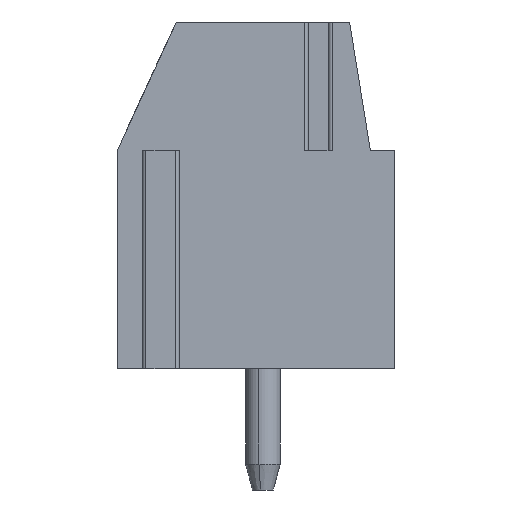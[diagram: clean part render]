
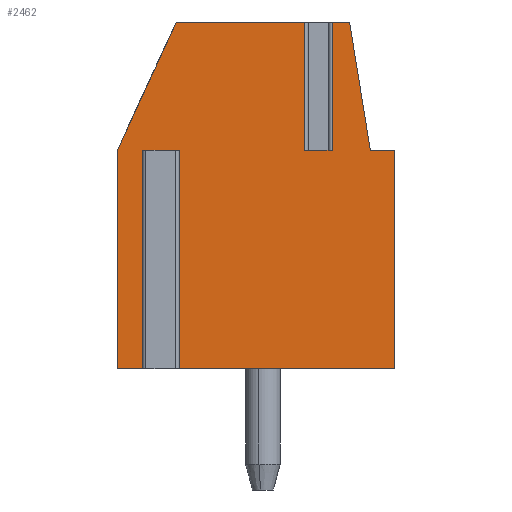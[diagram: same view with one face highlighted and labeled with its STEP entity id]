
A CAD part, left-side view. The second image highlights one B-rep face of the part: STEP entity #2462.
In plain terms, the highlighted planar face has unit normal (-1, 0, 0).
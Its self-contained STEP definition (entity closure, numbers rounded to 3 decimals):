
#2424=AXIS2_PLACEMENT_3D('Plane Axis2P3D',#2421,#2422,#2423) ;
#239=CARTESIAN_POINT('Line Origine',(0.5,1.,11.65)) ;
#243=CARTESIAN_POINT('Vertex',(0.5,1.3,13.5)) ;
#245=CARTESIAN_POINT('Vertex',(0.5,0.7,9.8)) ;
#280=CARTESIAN_POINT('Line Origine',(0.5,0.35,9.8)) ;
#284=CARTESIAN_POINT('Vertex',(0.5,0.,9.8)) ;
#312=CARTESIAN_POINT('Line Origine',(0.5,7.15,11.65)) ;
#316=CARTESIAN_POINT('Vertex',(0.5,6.3,13.5)) ;
#318=CARTESIAN_POINT('Vertex',(0.5,8.,9.8)) ;
#713=CARTESIAN_POINT('Line Origine',(0.5,0.,6.65)) ;
#717=CARTESIAN_POINT('Vertex',(0.5,0.,3.5)) ;
#874=CARTESIAN_POINT('Line Origine',(0.5,8.,6.65)) ;
#878=CARTESIAN_POINT('Vertex',(0.5,8.,3.5)) ;
#1158=CARTESIAN_POINT('Line Origine',(0.5,4.447,13.5)) ;
#1162=CARTESIAN_POINT('Vertex',(0.5,2.594,13.5)) ;
#1211=CARTESIAN_POINT('Vertex',(0.5,1.806,13.5)) ;
#1214=CARTESIAN_POINT('Line Origine',(0.5,1.553,13.5)) ;
#1410=CARTESIAN_POINT('Line Origine',(0.5,3.218,3.5)) ;
#1414=CARTESIAN_POINT('Vertex',(0.5,6.435,3.5)) ;
#1449=CARTESIAN_POINT('Vertex',(0.5,7.065,3.5)) ;
#1452=CARTESIAN_POINT('Line Origine',(0.5,7.533,3.5)) ;
#2042=CARTESIAN_POINT('Vertex',(0.5,6.435,9.8)) ;
#2052=CARTESIAN_POINT('Line Origine',(0.5,6.435,6.65)) ;
#2065=CARTESIAN_POINT('Line Origine',(0.5,6.75,9.8)) ;
#2069=CARTESIAN_POINT('Vertex',(0.5,7.065,9.8)) ;
#2167=CARTESIAN_POINT('Line Origine',(0.5,7.065,6.65)) ;
#2421=CARTESIAN_POINT('Axis2P3D Location',(0.5,6.241,14.3)) ;
#2426=CARTESIAN_POINT('Line Origine',(0.5,1.806,11.65)) ;
#2430=CARTESIAN_POINT('Vertex',(0.5,1.806,9.8)) ;
#2433=CARTESIAN_POINT('Line Origine',(0.5,2.2,9.8)) ;
#2437=CARTESIAN_POINT('Vertex',(0.5,2.594,9.8)) ;
#2440=CARTESIAN_POINT('Line Origine',(0.5,2.594,11.65)) ;
#240=DIRECTION('Vector Direction',(0.,-0.16,-0.987)) ;
#281=DIRECTION('Vector Direction',(0.,-1.,0.)) ;
#313=DIRECTION('Vector Direction',(0.,0.418,-0.909)) ;
#714=DIRECTION('Vector Direction',(0.,0.,-1.)) ;
#875=DIRECTION('Vector Direction',(0.,0.,1.)) ;
#1159=DIRECTION('Vector Direction',(0.,-1.,0.)) ;
#1215=DIRECTION('Vector Direction',(0.,-1.,0.)) ;
#1411=DIRECTION('Vector Direction',(0.,1.,0.)) ;
#1453=DIRECTION('Vector Direction',(0.,1.,0.)) ;
#2053=DIRECTION('Vector Direction',(0.,0.,1.)) ;
#2066=DIRECTION('Vector Direction',(0.,1.,0.)) ;
#2168=DIRECTION('Vector Direction',(0.,0.,1.)) ;
#2422=DIRECTION('Axis2P3D Direction',(1.,0.,0.)) ;
#2423=DIRECTION('Axis2P3D XDirection',(0.,0.,1.)) ;
#2427=DIRECTION('Vector Direction',(0.,0.,1.)) ;
#2434=DIRECTION('Vector Direction',(0.,1.,0.)) ;
#2441=DIRECTION('Vector Direction',(0.,0.,1.)) ;
#241=VECTOR('Line Direction',#240,1.) ;
#282=VECTOR('Line Direction',#281,1.) ;
#314=VECTOR('Line Direction',#313,1.) ;
#715=VECTOR('Line Direction',#714,1.) ;
#876=VECTOR('Line Direction',#875,1.) ;
#1160=VECTOR('Line Direction',#1159,1.) ;
#1216=VECTOR('Line Direction',#1215,1.) ;
#1412=VECTOR('Line Direction',#1411,1.) ;
#1454=VECTOR('Line Direction',#1453,1.) ;
#2054=VECTOR('Line Direction',#2053,1.) ;
#2067=VECTOR('Line Direction',#2066,1.) ;
#2169=VECTOR('Line Direction',#2168,1.) ;
#2428=VECTOR('Line Direction',#2427,1.) ;
#2435=VECTOR('Line Direction',#2434,1.) ;
#2442=VECTOR('Line Direction',#2441,1.) ;
#2446=ORIENTED_EDGE('',*,*,#2432,.F.) ;
#2447=ORIENTED_EDGE('',*,*,#2439,.T.) ;
#2448=ORIENTED_EDGE('',*,*,#2444,.T.) ;
#2449=ORIENTED_EDGE('',*,*,#1164,.F.) ;
#2450=ORIENTED_EDGE('',*,*,#320,.T.) ;
#2451=ORIENTED_EDGE('',*,*,#880,.F.) ;
#2452=ORIENTED_EDGE('',*,*,#1456,.F.) ;
#2453=ORIENTED_EDGE('',*,*,#2171,.T.) ;
#2454=ORIENTED_EDGE('',*,*,#2071,.T.) ;
#2455=ORIENTED_EDGE('',*,*,#2056,.F.) ;
#2456=ORIENTED_EDGE('',*,*,#1416,.F.) ;
#2457=ORIENTED_EDGE('',*,*,#719,.F.) ;
#2458=ORIENTED_EDGE('',*,*,#286,.F.) ;
#2459=ORIENTED_EDGE('',*,*,#247,.F.) ;
#2460=ORIENTED_EDGE('',*,*,#1218,.F.) ;
#2462=ADVANCED_FACE('PartBody',(#2461),#2425,.F.) ;
#247=EDGE_CURVE('',#244,#246,#242,.T.) ;
#286=EDGE_CURVE('',#246,#285,#283,.T.) ;
#320=EDGE_CURVE('',#317,#319,#315,.T.) ;
#719=EDGE_CURVE('',#285,#718,#716,.T.) ;
#880=EDGE_CURVE('',#879,#319,#877,.T.) ;
#1164=EDGE_CURVE('',#317,#1163,#1161,.T.) ;
#1218=EDGE_CURVE('',#1212,#244,#1217,.T.) ;
#1416=EDGE_CURVE('',#718,#1415,#1413,.T.) ;
#1456=EDGE_CURVE('',#1450,#879,#1455,.T.) ;
#2056=EDGE_CURVE('',#1415,#2043,#2055,.T.) ;
#2071=EDGE_CURVE('',#2070,#2043,#2068,.F.) ;
#2171=EDGE_CURVE('',#1450,#2070,#2170,.T.) ;
#2432=EDGE_CURVE('',#2431,#1212,#2429,.T.) ;
#2439=EDGE_CURVE('',#2431,#2438,#2436,.T.) ;
#2444=EDGE_CURVE('',#2438,#1163,#2443,.T.) ;
#2445=EDGE_LOOP('',(#2446,#2447,#2448,#2449,#2450,#2451,#2452,#2453,#2454,#2455,#2456,#2457,#2458,#2459,#2460)) ;
#2461=FACE_OUTER_BOUND('',#2445,.T.) ;
#242=LINE('Line',#239,#241) ;
#283=LINE('Line',#280,#282) ;
#315=LINE('Line',#312,#314) ;
#716=LINE('Line',#713,#715) ;
#877=LINE('Line',#874,#876) ;
#1161=LINE('Line',#1158,#1160) ;
#1217=LINE('Line',#1214,#1216) ;
#1413=LINE('Line',#1410,#1412) ;
#1455=LINE('Line',#1452,#1454) ;
#2055=LINE('Line',#2052,#2054) ;
#2068=LINE('Line',#2065,#2067) ;
#2170=LINE('Line',#2167,#2169) ;
#2429=LINE('Line',#2426,#2428) ;
#2436=LINE('Line',#2433,#2435) ;
#2443=LINE('Line',#2440,#2442) ;
#2425=PLANE('',#2424) ;
#244=VERTEX_POINT('',#243) ;
#246=VERTEX_POINT('',#245) ;
#285=VERTEX_POINT('',#284) ;
#317=VERTEX_POINT('',#316) ;
#319=VERTEX_POINT('',#318) ;
#718=VERTEX_POINT('',#717) ;
#879=VERTEX_POINT('',#878) ;
#1163=VERTEX_POINT('',#1162) ;
#1212=VERTEX_POINT('',#1211) ;
#1415=VERTEX_POINT('',#1414) ;
#1450=VERTEX_POINT('',#1449) ;
#2043=VERTEX_POINT('',#2042) ;
#2070=VERTEX_POINT('',#2069) ;
#2431=VERTEX_POINT('',#2430) ;
#2438=VERTEX_POINT('',#2437) ;
